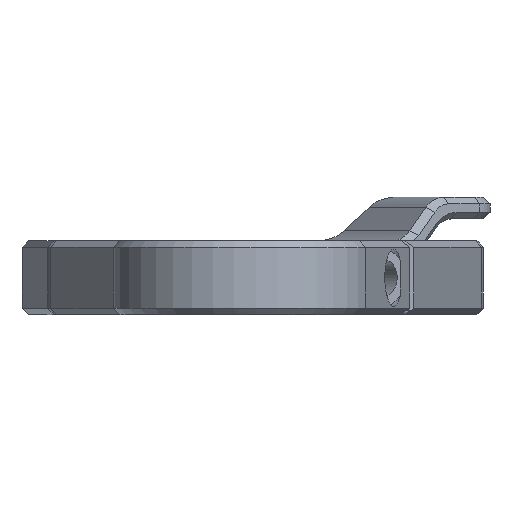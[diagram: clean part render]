
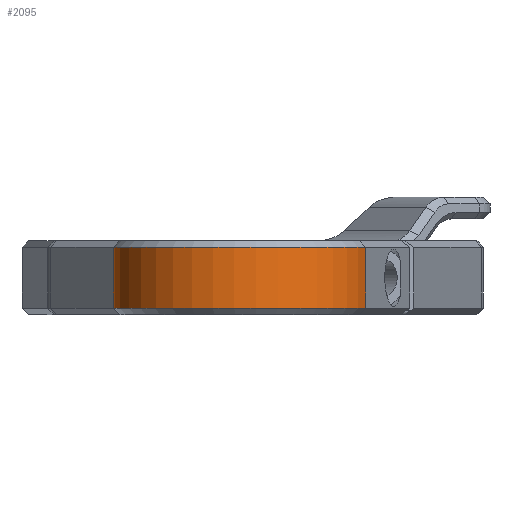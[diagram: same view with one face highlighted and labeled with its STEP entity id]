
A CAD part, left-side view. The second image highlights one B-rep face of the part: STEP entity #2095.
In plain terms, the highlighted cylindrical face has radius 29.5 mm (diameter 59 mm), a partial arc.
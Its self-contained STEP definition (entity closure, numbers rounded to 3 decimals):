
#54 = CARTESIAN_POINT ( 'NONE',  ( -105.5, -40., 19.5 ) ) ;
#66 = CARTESIAN_POINT ( 'NONE',  ( -95.231, -12.345, 19.5 ) ) ;
#106 = DIRECTION ( 'NONE',  ( 0., 0., -1. ) ) ;
#688 = EDGE_CURVE ( 'NONE', #5012, #851, #6799, .T. ) ;
#851 = VERTEX_POINT ( 'NONE', #4089 ) ;
#869 = ORIENTED_EDGE ( 'NONE', *, *, #3375, .T. ) ;
#892 = DIRECTION ( 'NONE',  ( 0., 0., -1. ) ) ;
#1079 = CIRCLE ( 'NONE', #1219, 29.5 ) ;
#1219 = AXIS2_PLACEMENT_3D ( 'NONE', #8068, #892, #8196 ) ;
#1497 = EDGE_CURVE ( 'NONE', #3695, #1870, #5451, .T. ) ;
#1509 = DIRECTION ( 'NONE',  ( 1., 0., 0. ) ) ;
#1755 = ORIENTED_EDGE ( 'NONE', *, *, #688, .F. ) ;
#1870 = VERTEX_POINT ( 'NONE', #1934 ) ;
#1901 = CIRCLE ( 'NONE', #6551, 29.5 ) ;
#1934 = CARTESIAN_POINT ( 'NONE',  ( -113.364, -68.432, 19.5 ) ) ;
#2063 = CARTESIAN_POINT ( 'NONE',  ( -95.231, -12.345, 28.833 ) ) ;
#2095 = ADVANCED_FACE ( 'NONE', ( #8047 ), #3582, .T. ) ;
#2240 = DIRECTION ( 'NONE',  ( 0., 0., -1. ) ) ;
#2712 = CARTESIAN_POINT ( 'NONE',  ( -95.231, -12.345, 33.5 ) ) ;
#2942 = CARTESIAN_POINT ( 'NONE',  ( -113.364, -68.432, 33.5 ) ) ;
#3375 = EDGE_CURVE ( 'NONE', #3695, #851, #1079, .T. ) ;
#3582 = CYLINDRICAL_SURFACE ( 'NONE', #7344, 29.5 ) ;
#3625 = EDGE_CURVE ( 'NONE', #1870, #5012, #1901, .T. ) ;
#3695 = VERTEX_POINT ( 'NONE', #2942 ) ;
#3932 = DIRECTION ( 'NONE',  ( 1., 0., 0. ) ) ;
#4089 = CARTESIAN_POINT ( 'NONE',  ( -95.231, -12.345, 33.5 ) ) ;
#4692 = CARTESIAN_POINT ( 'NONE',  ( -95.231, -12.345, 24.167 ) ) ;
#4894 = ORIENTED_EDGE ( 'NONE', *, *, #3625, .F. ) ;
#5012 = VERTEX_POINT ( 'NONE', #66 ) ;
#5451 = LINE ( 'NONE', #6080, #7324 ) ;
#6080 = CARTESIAN_POINT ( 'NONE',  ( -113.364, -68.432, 35. ) ) ;
#6551 = AXIS2_PLACEMENT_3D ( 'NONE', #54, #7923, #3932 ) ;
#6788 = ORIENTED_EDGE ( 'NONE', *, *, #1497, .F. ) ;
#6799 = B_SPLINE_CURVE_WITH_KNOTS ( 'NONE', 3,
 ( #7965, #4692, #2063, #2712 ),
 .UNSPECIFIED., .F., .F.,
 ( 4, 4 ),
 ( 0.088, 0.912 ),
 .UNSPECIFIED. ) ;
#6831 = CARTESIAN_POINT ( 'NONE',  ( -105.5, -40., 35. ) ) ;
#7324 = VECTOR ( 'NONE', #106, 1000. ) ;
#7329 = EDGE_LOOP ( 'NONE', ( #6788, #869, #1755, #4894 ) ) ;
#7344 = AXIS2_PLACEMENT_3D ( 'NONE', #6831, #2240, #1509 ) ;
#7923 = DIRECTION ( 'NONE',  ( 0., 0., -1. ) ) ;
#7965 = CARTESIAN_POINT ( 'NONE',  ( -95.231, -12.345, 19.5 ) ) ;
#8047 = FACE_OUTER_BOUND ( 'NONE', #7329, .T. ) ;
#8068 = CARTESIAN_POINT ( 'NONE',  ( -105.5, -40., 33.5 ) ) ;
#8196 = DIRECTION ( 'NONE',  ( 1., 0., 0. ) ) ;
